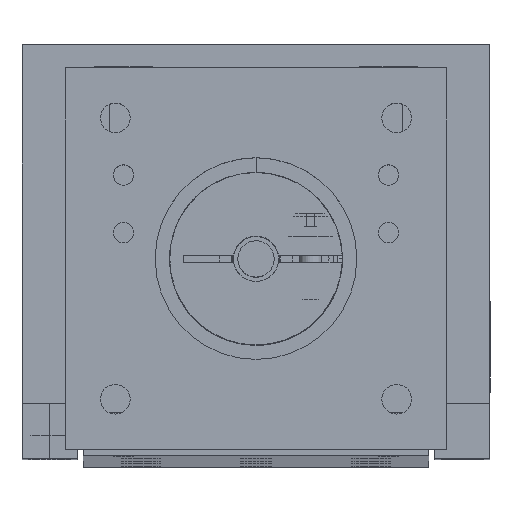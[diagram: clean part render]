
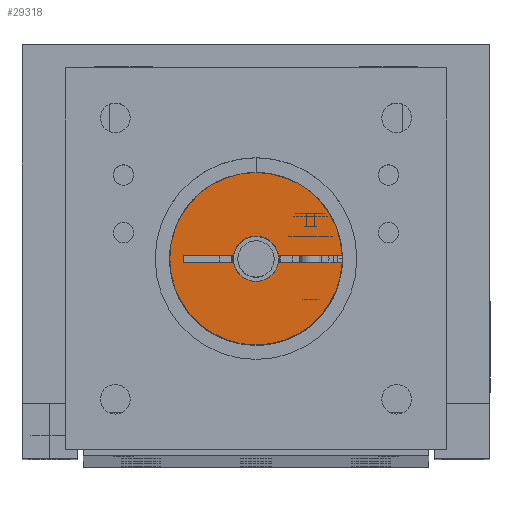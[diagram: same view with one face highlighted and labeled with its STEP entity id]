
A CAD part, top view. The second image highlights one B-rep face of the part: STEP entity #29318.
In plain terms, the highlighted planar face has unit normal (0, 0, 1).
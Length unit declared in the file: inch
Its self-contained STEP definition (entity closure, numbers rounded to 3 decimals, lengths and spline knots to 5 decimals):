
#48 = VERTEX_POINT ( 'NONE', #22365 ) ;
#136 = AXIS2_PLACEMENT_3D ( 'NONE', #47778, #24810, #1480 ) ;
#708 = DIRECTION ( 'NONE',  ( 0., -1., 0. ) ) ;
#992 = DIRECTION ( 'NONE',  ( 0., -1., 0. ) ) ;
#1480 = DIRECTION ( 'NONE',  ( 0., -1., 0. ) ) ;
#1487 = EDGE_CURVE ( 'NONE', #32608, #31742, #37854, .T. ) ;
#1522 = CIRCLE ( 'NONE', #49691, 0.09843 ) ;
#2152 = ORIENTED_EDGE ( 'NONE', *, *, #13378, .T. ) ;
#2378 = DIRECTION ( 'NONE',  ( 0., 1., 0. ) ) ;
#2848 = CARTESIAN_POINT ( 'NONE',  ( 0.05105, 0.56065, 23.62966 ) ) ;
#4074 = VECTOR ( 'NONE', #2378, 39.37008 ) ;
#4097 = ORIENTED_EDGE ( 'NONE', *, *, #30434, .T. ) ;
#4223 = CARTESIAN_POINT ( 'NONE',  ( -1.05131, 0.5764, 23.62966 ) ) ;
#5228 = VERTEX_POINT ( 'NONE', #33882 ) ;
#5779 = DIRECTION ( 'NONE',  ( 1., 0., 0. ) ) ;
#5867 = LINE ( 'NONE', #25183, #35548 ) ;
#6669 = DIRECTION ( 'NONE',  ( -1., 0., 0. ) ) ;
#6682 = DIRECTION ( 'NONE',  ( 0., 0., 1. ) ) ;
#6743 = CARTESIAN_POINT ( 'NONE',  ( -0.73635, 0.5764, 23.62966 ) ) ;
#8158 = DIRECTION ( 'NONE',  ( 0., 0., 1. ) ) ;
#8322 = EDGE_CURVE ( 'NONE', #48, #19880, #35008, .T. ) ;
#8577 = CARTESIAN_POINT ( 'NONE',  ( -0.73635, 0.47798, 23.62966 ) ) ;
#9423 = CIRCLE ( 'NONE', #14526, 0.37402 ) ;
#11503 = ORIENTED_EDGE ( 'NONE', *, *, #14423, .T. ) ;
#12207 = CARTESIAN_POINT ( 'NONE',  ( -0.63919, 0.56065, 23.62966 ) ) ;
#12686 = ORIENTED_EDGE ( 'NONE', *, *, #14191, .T. ) ;
#12770 = EDGE_CURVE ( 'NONE', #19880, #27587, #5867, .T. ) ;
#13050 = CIRCLE ( 'NONE', #13972, 0.37402 ) ;
#13157 = EDGE_CURVE ( 'NONE', #27587, #5228, #1522, .T. ) ;
#13378 = EDGE_CURVE ( 'NONE', #5228, #32608, #14308, .T. ) ;
#13508 = VERTEX_POINT ( 'NONE', #43866 ) ;
#13772 = CARTESIAN_POINT ( 'NONE',  ( 0.05105, 0.59215, 23.62966 ) ) ;
#13801 = EDGE_CURVE ( 'NONE', #31742, #13508, #13050, .T. ) ;
#13972 = AXIS2_PLACEMENT_3D ( 'NONE', #15545, #42483, #19502 ) ;
#14052 = EDGE_CURVE ( 'NONE', #32497, #26026, #41497, .T. ) ;
#14191 = EDGE_CURVE ( 'NONE', #38744, #33418, #14312, .T. ) ;
#14308 = LINE ( 'NONE', #13772, #23475 ) ;
#14312 = CIRCLE ( 'NONE', #35324, 0.09843 ) ;
#14423 = EDGE_CURVE ( 'NONE', #33418, #48, #19785, .T. ) ;
#14526 = AXIS2_PLACEMENT_3D ( 'NONE', #31282, #8158, #35188 ) ;
#15545 = CARTESIAN_POINT ( 'NONE',  ( -0.73635, 0.5764, 23.62966 ) ) ;
#16306 = CARTESIAN_POINT ( 'NONE',  ( -0.36266, 0.59215, 23.62966 ) ) ;
#17932 = CARTESIAN_POINT ( 'NONE',  ( -0.83351, 0.56065, 23.62966 ) ) ;
#18718 = CIRCLE ( 'NONE', #34985, 0.09843 ) ;
#19100 = EDGE_LOOP ( 'NONE', ( #20443, #41493, #2152, #30079, #28907, #45823, #42838, #4097, #12686, #11503, #49617 ) ) ;
#19502 = DIRECTION ( 'NONE',  ( -1., 0., 0. ) ) ;
#19607 = DIRECTION ( 'NONE',  ( 0., 0., -1. ) ) ;
#19785 = LINE ( 'NONE', #24106, #49168 ) ;
#19880 = VERTEX_POINT ( 'NONE', #24028 ) ;
#20443 = ORIENTED_EDGE ( 'NONE', *, *, #12770, .T. ) ;
#21503 = AXIS2_PLACEMENT_3D ( 'NONE', #6743, #6682, #6669 ) ;
#22365 = CARTESIAN_POINT ( 'NONE',  ( -1.05131, 0.56065, 23.62966 ) ) ;
#22645 = CARTESIAN_POINT ( 'NONE',  ( -0.83351, 0.59215, 23.62966 ) ) ;
#23475 = VECTOR ( 'NONE', #29112, 39.37008 ) ;
#24028 = CARTESIAN_POINT ( 'NONE',  ( -1.05131, 0.59215, 23.62966 ) ) ;
#24071 = DIRECTION ( 'NONE',  ( 0., 0., -1. ) ) ;
#24106 = CARTESIAN_POINT ( 'NONE',  ( 0.05105, 0.56065, 23.62966 ) ) ;
#24340 = DIRECTION ( 'NONE',  ( 0., 0., -1. ) ) ;
#24484 = PLANE ( 'NONE',  #136 ) ;
#24810 = DIRECTION ( 'NONE',  ( 0., 0., 1. ) ) ;
#25183 = CARTESIAN_POINT ( 'NONE',  ( 0.05105, 0.59215, 23.62966 ) ) ;
#26026 = VERTEX_POINT ( 'NONE', #12207 ) ;
#27587 = VERTEX_POINT ( 'NONE', #22645 ) ;
#28907 = ORIENTED_EDGE ( 'NONE', *, *, #13801, .T. ) ;
#29112 = DIRECTION ( 'NONE',  ( 1., 0., 0. ) ) ;
#29297 = DIRECTION ( 'NONE',  ( -1., 0., 0. ) ) ;
#29318 = ADVANCED_FACE ( 'NONE', ( #33842 ), #24484, .T. ) ;
#30079 = ORIENTED_EDGE ( 'NONE', *, *, #1487, .T. ) ;
#30165 = CARTESIAN_POINT ( 'NONE',  ( -0.73635, 0.95042, 23.62966 ) ) ;
#30434 = EDGE_CURVE ( 'NONE', #26026, #38744, #18718, .T. ) ;
#31282 = CARTESIAN_POINT ( 'NONE',  ( -0.73635, 0.5764, 23.62966 ) ) ;
#31737 = DIRECTION ( 'NONE',  ( -1., 0., 0. ) ) ;
#31742 = VERTEX_POINT ( 'NONE', #30165 ) ;
#32497 = VERTEX_POINT ( 'NONE', #42240 ) ;
#32608 = VERTEX_POINT ( 'NONE', #16306 ) ;
#33418 = VERTEX_POINT ( 'NONE', #17932 ) ;
#33842 = FACE_OUTER_BOUND ( 'NONE', #19100, .T. ) ;
#33882 = CARTESIAN_POINT ( 'NONE',  ( -0.63919, 0.59215, 23.62966 ) ) ;
#34985 = AXIS2_PLACEMENT_3D ( 'NONE', #47024, #24071, #708 ) ;
#35008 = LINE ( 'NONE', #4223, #4074 ) ;
#35188 = DIRECTION ( 'NONE',  ( -1., 0., 0. ) ) ;
#35324 = AXIS2_PLACEMENT_3D ( 'NONE', #42589, #19607, #46450 ) ;
#35548 = VECTOR ( 'NONE', #5779, 39.37008 ) ;
#37854 = CIRCLE ( 'NONE', #21503, 0.37402 ) ;
#38744 = VERTEX_POINT ( 'NONE', #8577 ) ;
#40263 = VECTOR ( 'NONE', #29297, 39.37008 ) ;
#41493 = ORIENTED_EDGE ( 'NONE', *, *, #13157, .T. ) ;
#41497 = LINE ( 'NONE', #2848, #40263 ) ;
#42240 = CARTESIAN_POINT ( 'NONE',  ( -0.36266, 0.56065, 23.62966 ) ) ;
#42483 = DIRECTION ( 'NONE',  ( 0., 0., 1. ) ) ;
#42589 = CARTESIAN_POINT ( 'NONE',  ( -0.73635, 0.5764, 23.62966 ) ) ;
#42838 = ORIENTED_EDGE ( 'NONE', *, *, #14052, .T. ) ;
#43866 = CARTESIAN_POINT ( 'NONE',  ( -0.73635, 0.20239, 23.62966 ) ) ;
#45823 = ORIENTED_EDGE ( 'NONE', *, *, #46230, .T. ) ;
#46230 = EDGE_CURVE ( 'NONE', #13508, #32497, #9423, .T. ) ;
#46450 = DIRECTION ( 'NONE',  ( 0., -1., 0. ) ) ;
#47024 = CARTESIAN_POINT ( 'NONE',  ( -0.73635, 0.5764, 23.62966 ) ) ;
#47296 = CARTESIAN_POINT ( 'NONE',  ( -0.73635, 0.5764, 23.62966 ) ) ;
#47778 = CARTESIAN_POINT ( 'NONE',  ( -0.73635, 0.5764, 23.62966 ) ) ;
#49168 = VECTOR ( 'NONE', #31737, 39.37008 ) ;
#49617 = ORIENTED_EDGE ( 'NONE', *, *, #8322, .T. ) ;
#49691 = AXIS2_PLACEMENT_3D ( 'NONE', #47296, #24340, #992 ) ;
